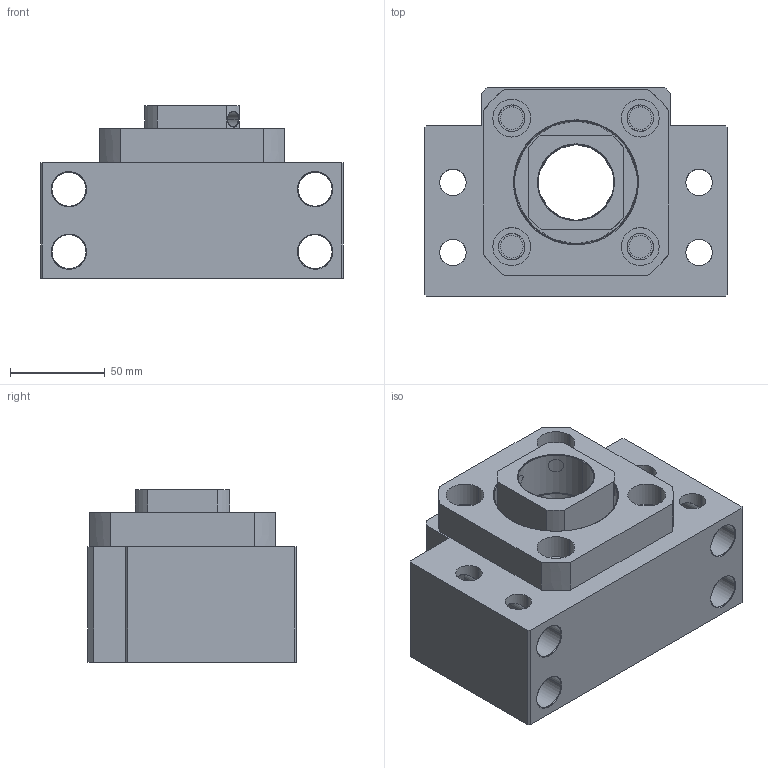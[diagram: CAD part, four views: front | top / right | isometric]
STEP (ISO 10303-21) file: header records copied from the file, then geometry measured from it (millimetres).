
FILE_DESCRIPTION((''),'2;1');
FILE_NAME('bk40','2004-09-18T11:18:47',(''),(''),'CADlook_v7.0','Cimatron E by Cimatron Inc.','');
FILE_SCHEMA(('AUTOMOTIVE_DESIGN { 1 2 10303 214 0 1 1 1 }'));
Length unit declared in the file: millimetre
Products named in the file (2): geom set
Bounding box: 160 x 110 x 91 mm (x, y, z)
Surface area: 177606.8 mm2 (no closed solid volume)
Topology: 0 solids, 223 shells, 223 faces, 1542 edges, 2056 vertices
Faces by surface type: cylinder 72, bspline 66, plane 51, torus 32, cone 2
Entity records: 28802 total; most frequent: CARTESIAN_POINT 11880, DIRECTION 2270, VERTEX_POINT 1028, EDGE_CURVE 1028, ORIENTED_EDGE 1028, COLOUR_RGB 960, PRESENTATION_STYLE_ASSIGNMENT 960, STYLED_ITEM 960
